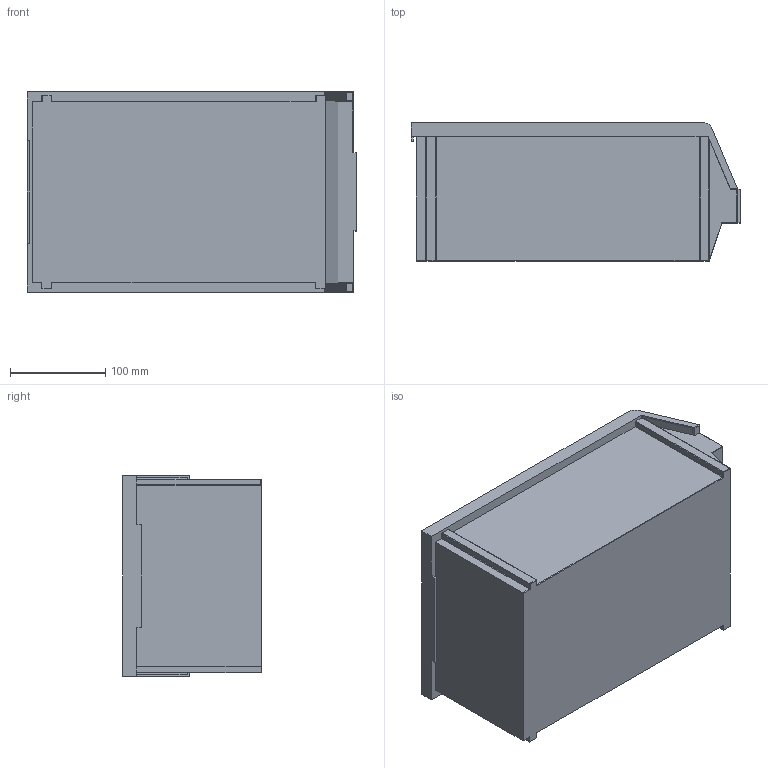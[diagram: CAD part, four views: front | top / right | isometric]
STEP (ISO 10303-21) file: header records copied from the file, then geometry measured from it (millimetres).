
FILE_DESCRIPTION(/* description */ ('350 x 200 x 145'),/* implementation_level */ '2;1');
FILE_NAME(/* name */ 'leer-00_Sichtlagerkasten schwarz ESD.step',/* time_stamp */ '2024-09-25T10:52:07+02:00',/* author */ ('muellerj'),/* organization */ ('MiniTec GmbH & Co.KG'),/* preprocessor_version */ 'ST-DEVELOPER v19.2',/* originating_system */ 'Autodesk Inventor 2023',/* authorisation */ '');
FILE_SCHEMA (('CONFIG_CONTROL_DESIGN'));
Length unit declared in the file: millimetre
Products named in the file (1): MTW_1-00306624
Bounding box: 346 x 145 x 210 mm (x, y, z)
Volume: 730789 mm3; surface area: 411552 mm2
Topology: 1 solids, 1 shells, 184 faces, 451 edges, 267 vertices
Faces by surface type: cylinder 73, plane 70, torus 14, sphere 14, bspline 13
Entity records: 5826 total; most frequent: CARTESIAN_POINT 1449, DIRECTION 934, ORIENTED_EDGE 894, EDGE_CURVE 447, AXIS2_PLACEMENT_3D 333, LINE 268, VECTOR 268, VERTEX_POINT 267
